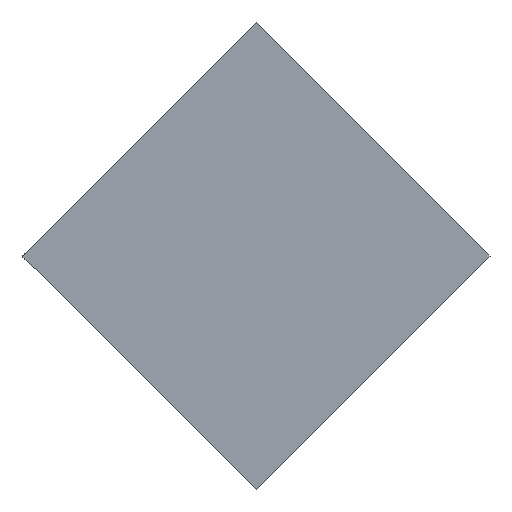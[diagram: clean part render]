
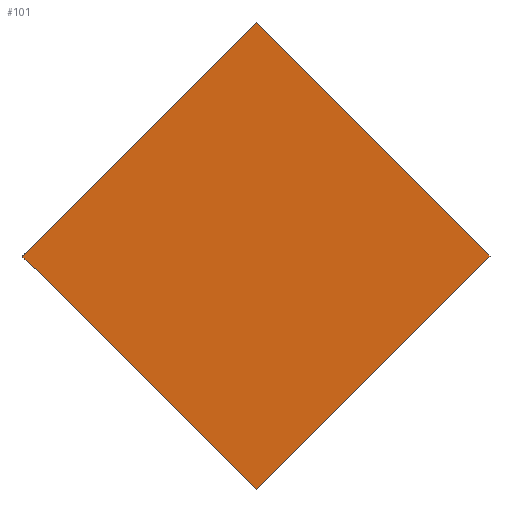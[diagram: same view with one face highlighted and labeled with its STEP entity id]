
A CAD part, front view. The second image highlights one B-rep face of the part: STEP entity #101.
In plain terms, the highlighted planar face has unit normal (-0.059, -0.998, 0).
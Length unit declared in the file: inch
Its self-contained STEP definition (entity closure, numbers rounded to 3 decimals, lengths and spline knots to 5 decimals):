
#15=FACE_OUTER_BOUND('',#21,.T.);
#21=EDGE_LOOP('',(#71,#72,#73,#74));
#27=LINE('',#157,#39);
#28=LINE('',#159,#40);
#29=LINE('',#161,#41);
#30=LINE('',#162,#42);
#39=VECTOR('',#131,0.3937);
#40=VECTOR('',#132,0.3937);
#41=VECTOR('',#133,0.3937);
#42=VECTOR('',#134,0.3937);
#51=VERTEX_POINT('',#155);
#52=VERTEX_POINT('',#156);
#53=VERTEX_POINT('',#158);
#54=VERTEX_POINT('',#160);
#59=EDGE_CURVE('',#51,#52,#27,.T.);
#60=EDGE_CURVE('',#53,#51,#28,.T.);
#61=EDGE_CURVE('',#54,#53,#29,.T.);
#62=EDGE_CURVE('',#52,#54,#30,.T.);
#71=ORIENTED_EDGE('',*,*,#59,.F.);
#72=ORIENTED_EDGE('',*,*,#60,.F.);
#73=ORIENTED_EDGE('',*,*,#61,.F.);
#74=ORIENTED_EDGE('',*,*,#62,.F.);
#95=PLANE('',#121);
#101=ADVANCED_FACE('',(#15),#95,.F.);
#121=AXIS2_PLACEMENT_3D('',#154,#129,#130);
#129=DIRECTION('center_axis',(0.059,0.998,0.));
#130=DIRECTION('ref_axis',(0.,0.,1.));
#131=DIRECTION('',(-0.706,0.041,-0.706));
#132=DIRECTION('',(0.706,-0.041,-0.706));
#133=DIRECTION('',(0.706,-0.041,0.706));
#134=DIRECTION('',(-0.706,0.041,0.706));
#154=CARTESIAN_POINT('Origin',(262.03993,117.91518,-10.));
#155=CARTESIAN_POINT('',(265.72303,117.6992,-10.));
#156=CARTESIAN_POINT('',(262.1875,117.90652,-13.53553));
#157=CARTESIAN_POINT('',(262.70958,117.87591,-13.01346));
#158=CARTESIAN_POINT('',(262.1875,117.90652,-6.46447));
#159=CARTESIAN_POINT('',(264.47431,117.77242,-8.75127));
#160=CARTESIAN_POINT('',(258.65197,118.11385,-10.));
#161=CARTESIAN_POINT('',(260.94484,117.97939,-7.70712));
#162=CARTESIAN_POINT('',(259.18011,118.08288,-10.52814));
